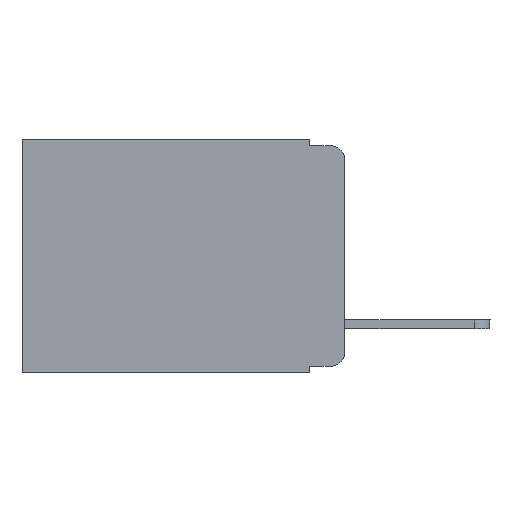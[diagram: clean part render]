
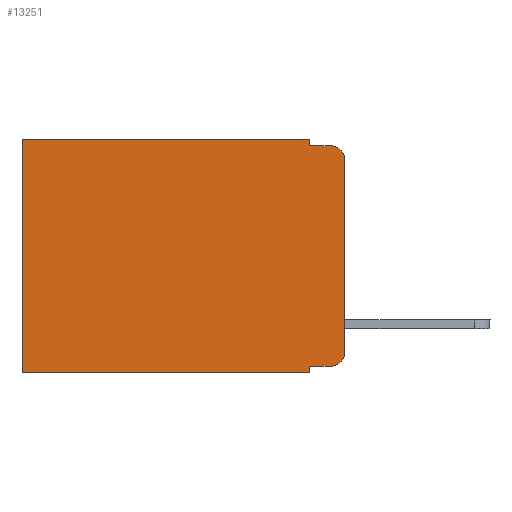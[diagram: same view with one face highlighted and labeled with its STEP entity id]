
A CAD part, left-side view. The second image highlights one B-rep face of the part: STEP entity #13251.
In plain terms, the highlighted planar face has unit normal (-1, 0, 0).
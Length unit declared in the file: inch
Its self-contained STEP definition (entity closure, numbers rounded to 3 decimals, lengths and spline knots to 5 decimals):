
#129 = VECTOR ( 'NONE', #4917, 39.37008 ) ;
#1045 = CARTESIAN_POINT ( 'NONE',  ( 0.298, 0.051, -0.343 ) ) ;
#1080 = ORIENTED_EDGE ( 'NONE', *, *, #9472, .T. ) ;
#1094 = ORIENTED_EDGE ( 'NONE', *, *, #14672, .F. ) ;
#1423 = CARTESIAN_POINT ( 'NONE',  ( 0.298, 0.473, 0. ) ) ;
#1541 = VERTEX_POINT ( 'NONE', #1710 ) ;
#1710 = CARTESIAN_POINT ( 'NONE',  ( 0.298, 0., -0.03 ) ) ;
#1776 = CARTESIAN_POINT ( 'NONE',  ( 0.298, 0., 0. ) ) ;
#2100 = VERTEX_POINT ( 'NONE', #8016 ) ;
#2476 = VERTEX_POINT ( 'NONE', #5058 ) ;
#2503 = VERTEX_POINT ( 'NONE', #15903 ) ;
#2547 = DIRECTION ( 'NONE',  ( -1., 0., 0. ) ) ;
#2743 = CARTESIAN_POINT ( 'NONE',  ( 0.298, 0.051, -0.01 ) ) ;
#2749 = CARTESIAN_POINT ( 'NONE',  ( 0.298, 0.051, -0.333 ) ) ;
#2894 = EDGE_CURVE ( 'NONE', #6646, #16910, #3623, .T. ) ;
#3163 = DIRECTION ( 'NONE',  ( 0., 0., -1. ) ) ;
#3623 = LINE ( 'NONE', #1423, #19227 ) ;
#4605 = VECTOR ( 'NONE', #5684, 39.37008 ) ;
#4917 = DIRECTION ( 'NONE',  ( 0., 0., -1. ) ) ;
#5058 = CARTESIAN_POINT ( 'NONE',  ( 0.298, 0.02, -0.333 ) ) ;
#5205 = VECTOR ( 'NONE', #17315, 39.37008 ) ;
#5305 = CARTESIAN_POINT ( 'NONE',  ( 0.298, 0.473, 0. ) ) ;
#5331 = EDGE_CURVE ( 'NONE', #1541, #6878, #5880, .T. ) ;
#5614 = LINE ( 'NONE', #11776, #17457 ) ;
#5684 = DIRECTION ( 'NONE',  ( 0., -1., 0. ) ) ;
#5880 = CIRCLE ( 'NONE', #18594, 0.02 ) ;
#6074 = LINE ( 'NONE', #1776, #15553 ) ;
#6170 = DIRECTION ( 'NONE',  ( 0., 1., 0. ) ) ;
#6544 = CARTESIAN_POINT ( 'NONE',  ( 0.298, 0., -0.343 ) ) ;
#6646 = VERTEX_POINT ( 'NONE', #5305 ) ;
#6874 = LINE ( 'NONE', #6544, #5205 ) ;
#6875 = VERTEX_POINT ( 'NONE', #8802 ) ;
#6878 = VERTEX_POINT ( 'NONE', #14811 ) ;
#6882 = CARTESIAN_POINT ( 'NONE',  ( 0.298, 0.051, -0.333 ) ) ;
#7202 = DIRECTION ( 'NONE',  ( 0., 0., -1. ) ) ;
#7423 = AXIS2_PLACEMENT_3D ( 'NONE', #14433, #19131, #12997 ) ;
#7614 = EDGE_CURVE ( 'NONE', #13768, #11419, #9592, .T. ) ;
#7754 = VECTOR ( 'NONE', #6170, 39.37008 ) ;
#7849 = ORIENTED_EDGE ( 'NONE', *, *, #5331, .T. ) ;
#8016 = CARTESIAN_POINT ( 'NONE',  ( 0.298, 0., -0.313 ) ) ;
#8532 = EDGE_CURVE ( 'NONE', #13768, #2476, #19230, .T. ) ;
#8802 = CARTESIAN_POINT ( 'NONE',  ( 0.298, 0.051, -0.01 ) ) ;
#9472 = EDGE_CURVE ( 'NONE', #2503, #6646, #14809, .T. ) ;
#9536 = CARTESIAN_POINT ( 'NONE',  ( 0.298, 0.02, -0.313 ) ) ;
#9592 = LINE ( 'NONE', #14051, #129 ) ;
#9853 = AXIS2_PLACEMENT_3D ( 'NONE', #9536, #16931, #13896 ) ;
#9981 = FACE_OUTER_BOUND ( 'NONE', #17323, .T. ) ;
#10004 = ORIENTED_EDGE ( 'NONE', *, *, #8532, .T. ) ;
#10416 = ORIENTED_EDGE ( 'NONE', *, *, #18206, .F. ) ;
#11150 = EDGE_CURVE ( 'NONE', #6875, #6878, #13836, .T. ) ;
#11419 = VERTEX_POINT ( 'NONE', #1045 ) ;
#11452 = CARTESIAN_POINT ( 'NONE',  ( 0.298, 0.02, -0.03 ) ) ;
#11776 = CARTESIAN_POINT ( 'NONE',  ( 0.298, 0.051, 0. ) ) ;
#12332 = ORIENTED_EDGE ( 'NONE', *, *, #7614, .F. ) ;
#12781 = DIRECTION ( 'NONE',  ( 0., -1., 0. ) ) ;
#12997 = DIRECTION ( 'NONE',  ( 0., 0., -1. ) ) ;
#13187 = EDGE_CURVE ( 'NONE', #11419, #16910, #6874, .T. ) ;
#13251 = ADVANCED_FACE ( 'NONE', ( #9981 ), #16080, .F. ) ;
#13556 = ORIENTED_EDGE ( 'NONE', *, *, #13187, .F. ) ;
#13768 = VERTEX_POINT ( 'NONE', #2749 ) ;
#13788 = VECTOR ( 'NONE', #12781, 39.37008 ) ;
#13836 = LINE ( 'NONE', #2743, #4605 ) ;
#13896 = DIRECTION ( 'NONE',  ( 0., 0., -1. ) ) ;
#13991 = ORIENTED_EDGE ( 'NONE', *, *, #14125, .T. ) ;
#14051 = CARTESIAN_POINT ( 'NONE',  ( 0.298, 0.051, 0. ) ) ;
#14125 = EDGE_CURVE ( 'NONE', #2476, #2100, #15590, .T. ) ;
#14433 = CARTESIAN_POINT ( 'NONE',  ( 0.298, 0., 0. ) ) ;
#14672 = EDGE_CURVE ( 'NONE', #2503, #6875, #5614, .T. ) ;
#14809 = LINE ( 'NONE', #15235, #7754 ) ;
#14811 = CARTESIAN_POINT ( 'NONE',  ( 0.298, 0.02, -0.01 ) ) ;
#15235 = CARTESIAN_POINT ( 'NONE',  ( 0.298, 0., 0. ) ) ;
#15553 = VECTOR ( 'NONE', #3163, 39.37008 ) ;
#15590 = CIRCLE ( 'NONE', #9853, 0.02 ) ;
#15903 = CARTESIAN_POINT ( 'NONE',  ( 0.298, 0.051, 0. ) ) ;
#16080 = PLANE ( 'NONE',  #7423 ) ;
#16669 = DIRECTION ( 'NONE',  ( 0., 0., -1. ) ) ;
#16910 = VERTEX_POINT ( 'NONE', #18749 ) ;
#16931 = DIRECTION ( 'NONE',  ( -1., 0., 0. ) ) ;
#17027 = ORIENTED_EDGE ( 'NONE', *, *, #11150, .F. ) ;
#17315 = DIRECTION ( 'NONE',  ( 0., 1., 0. ) ) ;
#17323 = EDGE_LOOP ( 'NONE', ( #10416, #7849, #17027, #1094, #1080, #17436, #13556, #12332, #10004, #13991 ) ) ;
#17380 = DIRECTION ( 'NONE',  ( 0., 0., -1. ) ) ;
#17436 = ORIENTED_EDGE ( 'NONE', *, *, #2894, .T. ) ;
#17457 = VECTOR ( 'NONE', #7202, 39.37008 ) ;
#18206 = EDGE_CURVE ( 'NONE', #1541, #2100, #6074, .T. ) ;
#18594 = AXIS2_PLACEMENT_3D ( 'NONE', #11452, #2547, #17380 ) ;
#18749 = CARTESIAN_POINT ( 'NONE',  ( 0.298, 0.473, -0.343 ) ) ;
#19131 = DIRECTION ( 'NONE',  ( 1., 0., 0. ) ) ;
#19227 = VECTOR ( 'NONE', #16669, 39.37008 ) ;
#19230 = LINE ( 'NONE', #6882, #13788 ) ;
